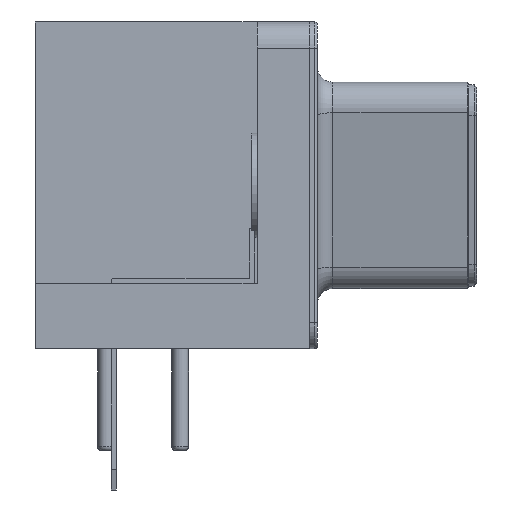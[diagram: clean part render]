
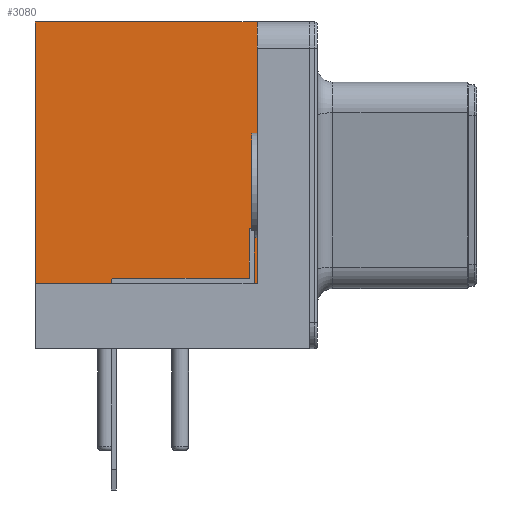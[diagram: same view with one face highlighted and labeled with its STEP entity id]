
A CAD part, left-side view. The second image highlights one B-rep face of the part: STEP entity #3080.
In plain terms, the highlighted planar face has unit normal (-1, 0, 0).
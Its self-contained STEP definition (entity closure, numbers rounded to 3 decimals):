
#2145 = VERTEX_POINT('',#2146);
#2146 = CARTESIAN_POINT('',(-15.44,2.7,12.5));
#2152 = EDGE_CURVE('',#2153,#2145,#2155,.T.);
#2153 = VERTEX_POINT('',#2154);
#2154 = CARTESIAN_POINT('',(-15.44,-5.78,12.5));
#2155 = LINE('',#2156,#2157);
#2156 = CARTESIAN_POINT('',(-15.44,-6.78,12.5));
#2157 = VECTOR('',#2158,1.);
#2158 = DIRECTION('',(0.,1.,0.));
#2423 = EDGE_CURVE('',#2424,#2145,#2426,.T.);
#2424 = VERTEX_POINT('',#2425);
#2425 = CARTESIAN_POINT('',(-15.44,2.7,2.5));
#2426 = LINE('',#2427,#2428);
#2427 = CARTESIAN_POINT('',(-15.44,2.7,4.375));
#2428 = VECTOR('',#2429,1.);
#2429 = DIRECTION('',(0.,0.,1.));
#2910 = VERTEX_POINT('',#2911);
#2911 = CARTESIAN_POINT('',(-15.44,-5.78,2.5));
#2917 = EDGE_CURVE('',#2910,#2153,#2918,.T.);
#2918 = LINE('',#2919,#2920);
#2919 = CARTESIAN_POINT('',(-15.44,-5.78,2.5));
#2920 = VECTOR('',#2921,1.);
#2921 = DIRECTION('',(0.,0.,1.));
#2947 = EDGE_CURVE('',#2910,#2424,#2948,.T.);
#2948 = LINE('',#2949,#2950);
#2949 = CARTESIAN_POINT('',(-15.44,-5.78,2.5));
#2950 = VECTOR('',#2951,1.);
#2951 = DIRECTION('',(0.,1.,0.));
#3080 = ADVANCED_FACE('',(#3081),#3087,.F.);
#3081 = FACE_BOUND('',#3082,.F.);
#3082 = EDGE_LOOP('',(#3083,#3084,#3085,#3086));
#3083 = ORIENTED_EDGE('',*,*,#2917,.F.);
#3084 = ORIENTED_EDGE('',*,*,#2947,.T.);
#3085 = ORIENTED_EDGE('',*,*,#2423,.T.);
#3086 = ORIENTED_EDGE('',*,*,#2152,.F.);
#3087 = PLANE('',#3088);
#3088 = AXIS2_PLACEMENT_3D('',#3089,#3090,#3091);
#3089 = CARTESIAN_POINT('',(-15.44,-5.78,2.5));
#3090 = DIRECTION('',(1.,0.,0.));
#3091 = DIRECTION('',(0.,0.,1.));
